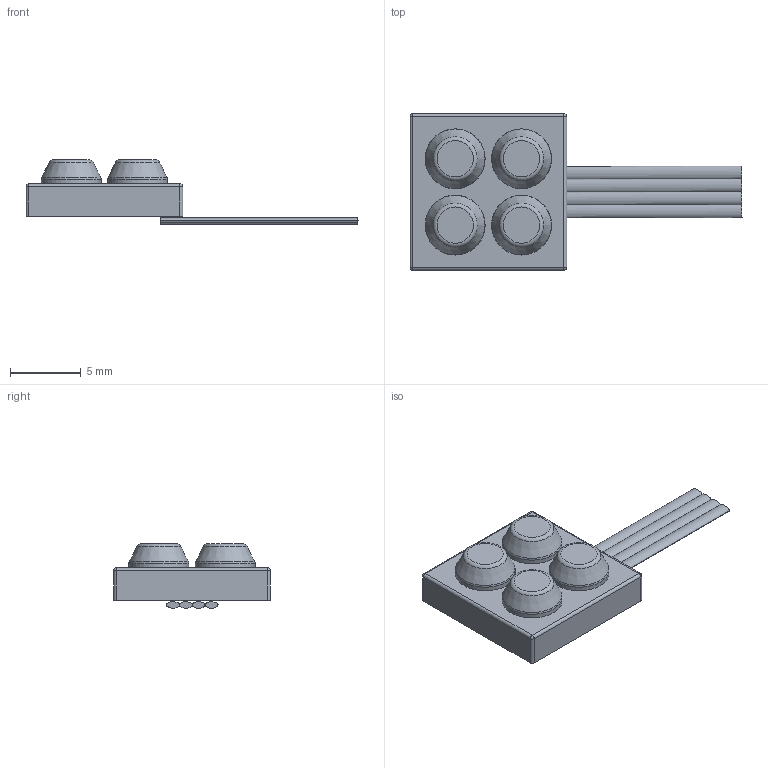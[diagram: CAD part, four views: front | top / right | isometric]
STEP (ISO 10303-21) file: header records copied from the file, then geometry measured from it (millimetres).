
FILE_DESCRIPTION(/* description */ (''),/* implementation_level */ '2;1');
FILE_NAME(/* name */ 'uSPa22.stp',/* time_stamp */ '2026-02-19T15:59:44+09:00',/* author */ ('kolin'),/* organization */ (''),/* preprocessor_version */ 'ST-DEVELOPER v20.1',/* originating_system */ 'Autodesk Inventor 2026',/* authorisation */ '');
FILE_SCHEMA (('AUTOMOTIVE_DESIGN { 1 0 10303 214 3 1 1 }'));
Length unit declared in the file: millimetre
Products named in the file (1): 2x2_PCB
Bounding box: 23.52 x 11.1 x 4.55 mm (x, y, z)
Volume: 376.9 mm3; surface area: 528.1 mm2
Topology: 5 solids, 5 shells, 225 faces, 541 edges, 354 vertices
Faces by surface type: plane 158, cylinder 44, torus 8, bspline 7, sphere 4, cone 4
Full cylindrical faces by diameter (mm): 4.243 x4
Entity records: 6571 total; most frequent: CARTESIAN_POINT 1188, DIRECTION 1109, ORIENTED_EDGE 1074, EDGE_CURVE 537, LINE 403, VECTOR 403, VERTEX_POINT 354, AXIS2_PLACEMENT_3D 353
